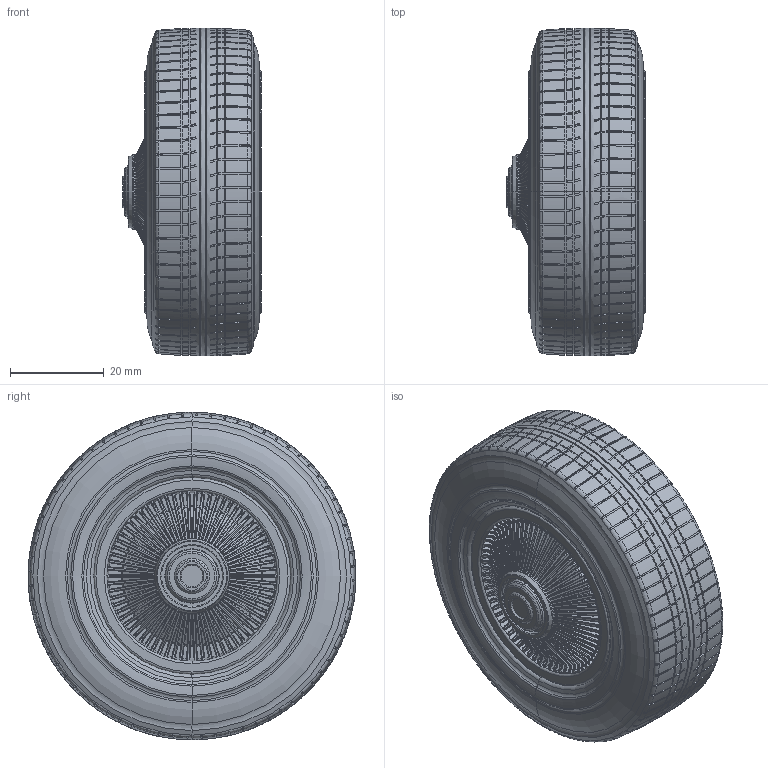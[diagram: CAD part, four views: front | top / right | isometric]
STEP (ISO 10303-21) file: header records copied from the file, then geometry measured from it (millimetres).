
FILE_DESCRIPTION (( 'STEP AP203' ), '1' );
FILE_NAME ('STEPfromSolidworks2.STEP', '2022-04-18T20:40:24', ( '' ), ( '' ), 'SwSTEP 2.0', 'SolidWorks 2018', '' );
FILE_SCHEMA (( 'CONFIG_CONTROL_DESIGN' ));
Length unit declared in the file: millimetre
Products named in the file (3): STEPfromSolidworks2; Rim___ _________; Tire___ _________
Assembly tree (2 placements, depth 2):
  STEPfromSolidworks2
    Tire___ _________
    Rim___ _________
Bounding box: 29.64 x 70 x 70 mm (x, y, z)
Volume: 81953.8 mm3; surface area: 22474.8 mm2
Topology: 2 solids, 2 shells, 4555 faces, 12559 edges, 8158 vertices
Faces by surface type: plane 1874, cylinder 1510, torus 1080, cone 91
Entity records: 152820 total; most frequent: CARTESIAN_POINT 41227, ORIENTED_EDGE 25118, DIRECTION 21625, EDGE_CURVE 12559, AXIS2_PLACEMENT_3D 8872, VERTEX_POINT 8158, EDGE_LOOP 4707, FACE_OUTER_BOUND 4555
